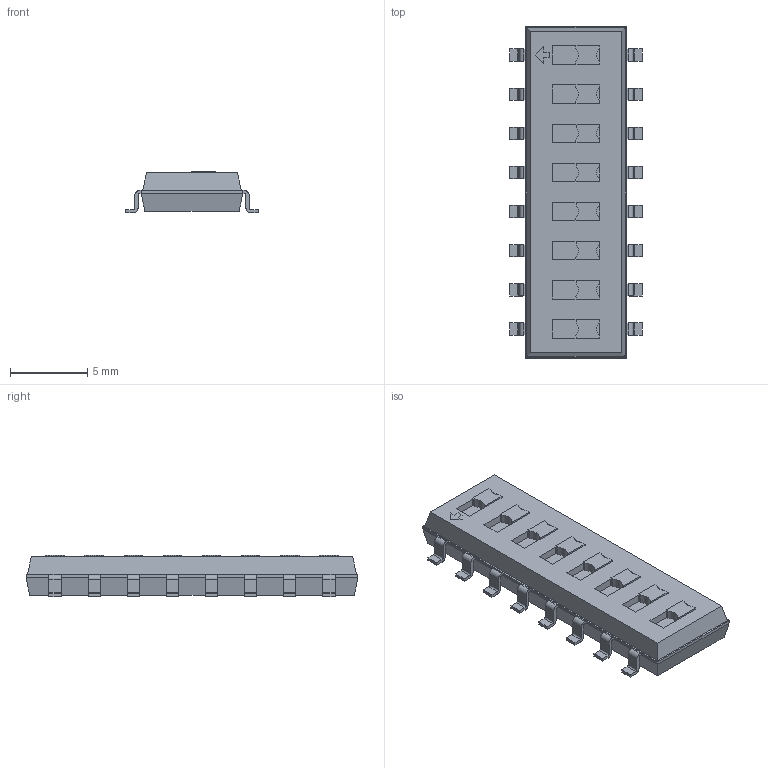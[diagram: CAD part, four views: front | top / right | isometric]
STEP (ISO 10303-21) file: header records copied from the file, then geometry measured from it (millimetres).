
FILE_DESCRIPTION(/* description */ ('model of SW_DIP_x8_W8.61mm_Slide_LowProfile'),/* implementation_level */ '2;1');
FILE_NAME(/* name */ 'SW_DIP_x8_W8.61mm_Slide_LowProfile.step',/* time_stamp */ '2018-01-07T21:26:39',/* author */ ('Terje Io','https://github.com/terjeio'),/* organization */ ('FreeCAD'),/* preprocessor_version */ 'OCC',/* originating_system */ 'kicad StepUp',/* authorisation */ '');
FILE_SCHEMA(('AUTOMOTIVE_DESIGN_CC2 { 1 2 10303 214 -1 1 5 4 }'));
Length unit declared in the file: millimetre
Products named in the file (1): SW_DIP_x8_W861mm_Slide_LowProfile
Bounding box: 8.61 x 21.55 x 2.7 mm (x, y, z)
Volume: 332.3 mm3; surface area: 503.4 mm2
Topology: 17 solids, 17 shells, 363 faces, 923 edges, 603 vertices
Faces by surface type: plane 271, cylinder 80, bspline 12
Entity records: 7098 total; most frequent: ORIENTED_EDGE 1550, EDGE_CURVE 923, CARTESIAN_POINT 802, LINE 659, VERTEX_POINT 603, AXIS2_PLACEMENT_3D 464, FACE_BOUND 372, EDGE_LOOP 372
